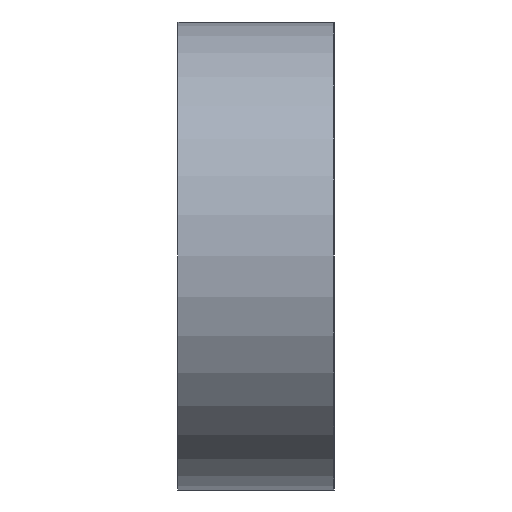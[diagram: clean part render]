
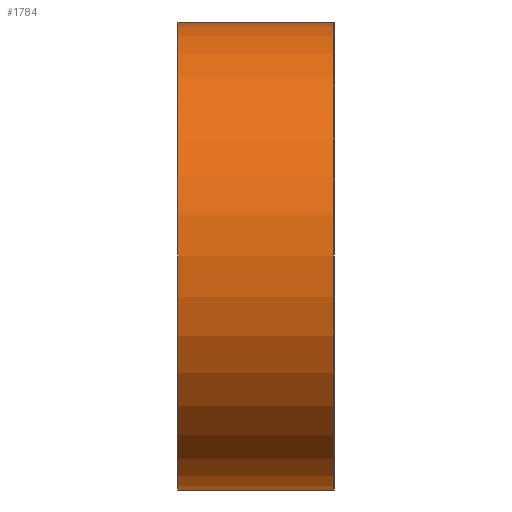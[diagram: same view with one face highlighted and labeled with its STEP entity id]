
A CAD part, left-side view. The second image highlights one B-rep face of the part: STEP entity #1784.
In plain terms, the highlighted cylindrical face has radius 4.763 mm (diameter 9.525 mm), a partial arc.
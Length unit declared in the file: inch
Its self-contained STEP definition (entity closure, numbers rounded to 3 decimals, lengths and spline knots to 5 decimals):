
#26 = ORIENTED_EDGE ( 'NONE', *, *, #2240, .F. ) ;
#28 = CARTESIAN_POINT ( 'NONE',  ( -6.16, 0.125, -0.1875 ) ) ;
#135 = EDGE_LOOP ( 'NONE', ( #1418, #636, #26, #2238 ) ) ;
#226 = VECTOR ( 'NONE', #1964, 39.37008 ) ;
#254 = DIRECTION ( 'NONE',  ( 0., 0., 1. ) ) ;
#260 = DIRECTION ( 'NONE',  ( 0., 1., 0. ) ) ;
#264 = CARTESIAN_POINT ( 'NONE',  ( -6.16, 0.125, 0. ) ) ;
#338 = LINE ( 'NONE', #559, #1963 ) ;
#425 = VERTEX_POINT ( 'NONE', #1002 ) ;
#450 = CARTESIAN_POINT ( 'NONE',  ( -6.16, 0., -0.1875 ) ) ;
#559 = CARTESIAN_POINT ( 'NONE',  ( -6.16, 0.125, 0.1875 ) ) ;
#561 = DIRECTION ( 'NONE',  ( 0., -1., 0. ) ) ;
#616 = CIRCLE ( 'NONE', #815, 0.1875 ) ;
#636 = ORIENTED_EDGE ( 'NONE', *, *, #2098, .F. ) ;
#750 = DIRECTION ( 'NONE',  ( 0., 0., 1. ) ) ;
#751 = DIRECTION ( 'NONE',  ( 0., 1., 0. ) ) ;
#754 = CARTESIAN_POINT ( 'NONE',  ( -6.16, 0., 0. ) ) ;
#786 = LINE ( 'NONE', #28, #226 ) ;
#815 = AXIS2_PLACEMENT_3D ( 'NONE', #754, #751, #750 ) ;
#817 = VERTEX_POINT ( 'NONE', #2670 ) ;
#872 = CYLINDRICAL_SURFACE ( 'NONE', #2135, 0.1875 ) ;
#903 = AXIS2_PLACEMENT_3D ( 'NONE', #264, #260, #254 ) ;
#1002 = CARTESIAN_POINT ( 'NONE',  ( -6.16, 0., 0.1875 ) ) ;
#1015 = CARTESIAN_POINT ( 'NONE',  ( -6.16, 0.125, 0. ) ) ;
#1019 = DIRECTION ( 'NONE',  ( 0., 0., -1. ) ) ;
#1049 = DIRECTION ( 'NONE',  ( 0., -1., 0. ) ) ;
#1124 = CARTESIAN_POINT ( 'NONE',  ( -6.16, 0.125, 0.1875 ) ) ;
#1418 = ORIENTED_EDGE ( 'NONE', *, *, #1959, .T. ) ;
#1580 = FACE_OUTER_BOUND ( 'NONE', #135, .T. ) ;
#1644 = CIRCLE ( 'NONE', #903, 0.1875 ) ;
#1784 = ADVANCED_FACE ( 'NONE', ( #1580 ), #872, .T. ) ;
#1959 = EDGE_CURVE ( 'NONE', #2178, #425, #616, .T. ) ;
#1963 = VECTOR ( 'NONE', #561, 39.37008 ) ;
#1964 = DIRECTION ( 'NONE',  ( 0., -1., 0. ) ) ;
#2098 = EDGE_CURVE ( 'NONE', #2658, #425, #338, .T. ) ;
#2135 = AXIS2_PLACEMENT_3D ( 'NONE', #1015, #1049, #1019 ) ;
#2178 = VERTEX_POINT ( 'NONE', #450 ) ;
#2238 = ORIENTED_EDGE ( 'NONE', *, *, #2618, .T. ) ;
#2240 = EDGE_CURVE ( 'NONE', #817, #2658, #1644, .T. ) ;
#2618 = EDGE_CURVE ( 'NONE', #817, #2178, #786, .T. ) ;
#2658 = VERTEX_POINT ( 'NONE', #1124 ) ;
#2670 = CARTESIAN_POINT ( 'NONE',  ( -6.16, 0.125, -0.1875 ) ) ;
